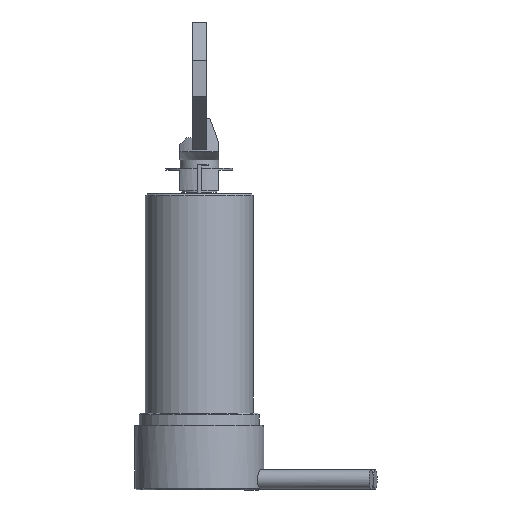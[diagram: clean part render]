
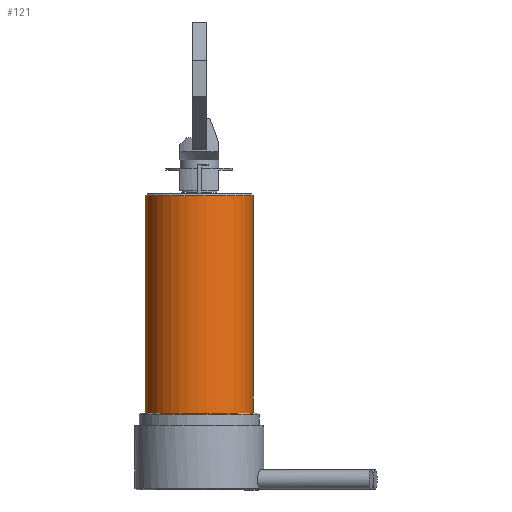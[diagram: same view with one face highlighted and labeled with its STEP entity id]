
A CAD part, left-side view. The second image highlights one B-rep face of the part: STEP entity #121.
In plain terms, the highlighted cylindrical face has radius 15.24 mm (diameter 30.48 mm), a full revolution.
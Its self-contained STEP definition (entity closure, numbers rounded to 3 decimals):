
#121 = ADVANCED_FACE ( 'NONE', ( #1803, #1479 ), #667, .T. ) ;
#130 = AXIS2_PLACEMENT_3D ( 'NONE', #699, #1683, #2304 ) ;
#164 = CARTESIAN_POINT ( 'NONE',  ( 0., -11.5, 0. ) ) ;
#221 = EDGE_LOOP ( 'NONE', ( #1692 ) ) ;
#480 = CARTESIAN_POINT ( 'NONE',  ( 0., -11.5, 15.24 ) ) ;
#667 = CYLINDRICAL_SURFACE ( 'NONE', #1528, 15.24 ) ;
#699 = CARTESIAN_POINT ( 'NONE',  ( 0., -73., 0. ) ) ;
#745 = VERTEX_POINT ( 'NONE', #1085 ) ;
#994 = CARTESIAN_POINT ( 'NONE',  ( 0., -73., 0. ) ) ;
#1085 = CARTESIAN_POINT ( 'NONE',  ( 0., -73., 15.24 ) ) ;
#1163 = EDGE_CURVE ( 'NONE', #2094, #2094, #2372, .T. ) ;
#1219 = EDGE_LOOP ( 'NONE', ( #2053 ) ) ;
#1251 = EDGE_CURVE ( 'NONE', #745, #745, #1739, .T. ) ;
#1479 = FACE_OUTER_BOUND ( 'NONE', #221, .T. ) ;
#1528 = AXIS2_PLACEMENT_3D ( 'NONE', #994, #1590, #1773 ) ;
#1590 = DIRECTION ( 'NONE',  ( 0., 1., 0. ) ) ;
#1683 = DIRECTION ( 'NONE',  ( 0., -1., 0. ) ) ;
#1692 = ORIENTED_EDGE ( 'NONE', *, *, #1251, .F. ) ;
#1739 = CIRCLE ( 'NONE', #130, 15.24 ) ;
#1773 = DIRECTION ( 'NONE',  ( 0., 0., 1. ) ) ;
#1784 = DIRECTION ( 'NONE',  ( 0., 0., 1. ) ) ;
#1803 = FACE_OUTER_BOUND ( 'NONE', #1219, .T. ) ;
#1943 = AXIS2_PLACEMENT_3D ( 'NONE', #164, #1977, #1784 ) ;
#1977 = DIRECTION ( 'NONE',  ( 0., -1., 0. ) ) ;
#2053 = ORIENTED_EDGE ( 'NONE', *, *, #1163, .T. ) ;
#2094 = VERTEX_POINT ( 'NONE', #480 ) ;
#2304 = DIRECTION ( 'NONE',  ( 0., 0., 1. ) ) ;
#2372 = CIRCLE ( 'NONE', #1943, 15.24 ) ;
